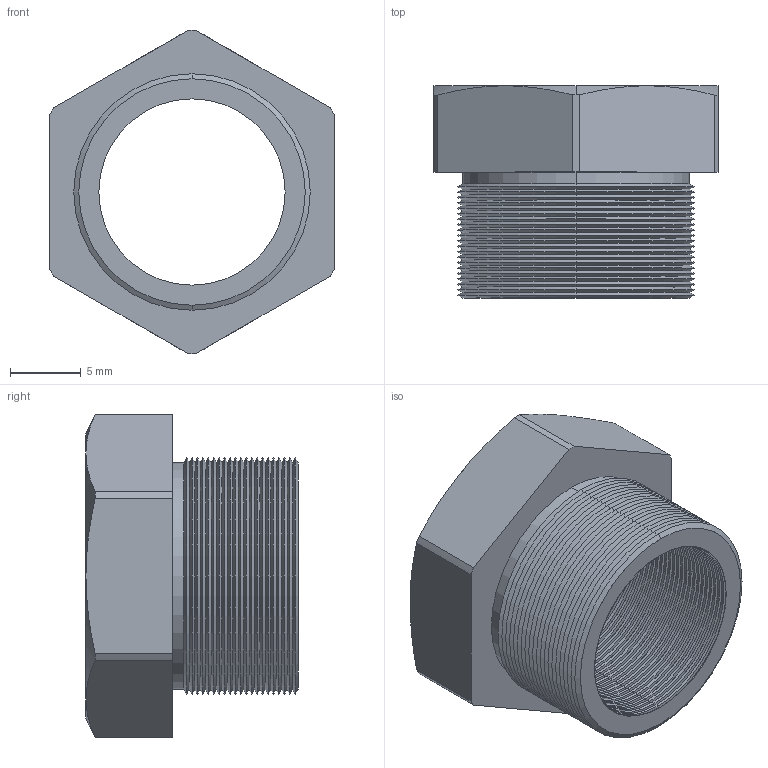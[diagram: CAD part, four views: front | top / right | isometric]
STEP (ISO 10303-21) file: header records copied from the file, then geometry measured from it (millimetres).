
FILE_DESCRIPTION (( 'STEP AP203' ), '1' );
FILE_NAME ('RM-5025-SS.STEP', '2006-04-17T08:15:12', ( 'bay06' ), ( '' ), 'SwSTEP 2.0', 'SolidWorks 2008', '' );
FILE_SCHEMA (( 'CONFIG_CONTROL_DESIGN' ));
Length unit declared in the file: inch
Products named in the file (1): RM-5025-SS
Bounding box: 20.07 x 14.99 x 22.88 mm (x, y, z)
Volume: 1901 mm3; surface area: 2959.1 mm2
Topology: 1 solids, 1 shells, 329 faces, 670 edges, 344 vertices
Faces by surface type: cone 235, cylinder 85, plane 9
Entity records: 8475 total; most frequent: DIRECTION 1650, CARTESIAN_POINT 1408, ORIENTED_EDGE 1340, EDGE_CURVE 670, AXIS2_PLACEMENT_3D 662, VERTEX_POINT 344, EDGE_LOOP 332, CIRCLE 332
